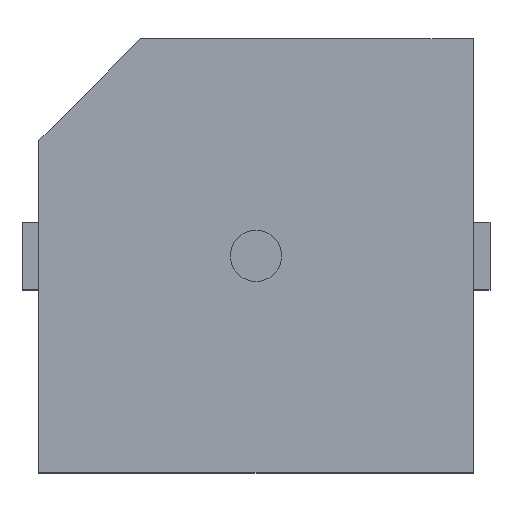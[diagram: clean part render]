
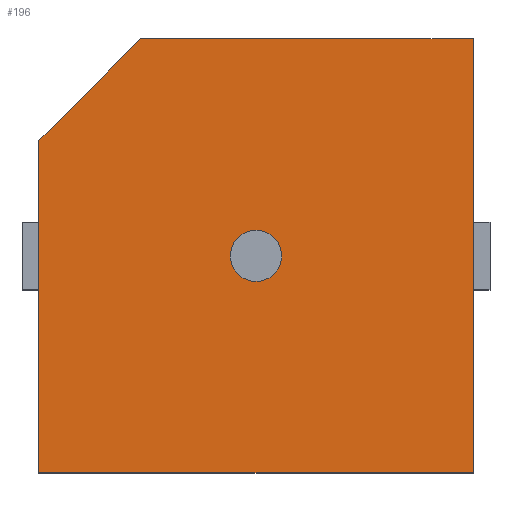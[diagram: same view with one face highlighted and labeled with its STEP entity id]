
A CAD part, top view. The second image highlights one B-rep face of the part: STEP entity #196.
In plain terms, the highlighted planar face has unit normal (0, 0, 1).
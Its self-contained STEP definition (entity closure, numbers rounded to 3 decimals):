
#184=FACE_BOUND('',#256,.T.);
#185=FACE_BOUND('',#257,.T.);
#188=CIRCLE('',#577,0.757);
#196=ADVANCED_FACE('',(#184,#185),#217,.F.);
#217=PLANE('',#578);
#256=EDGE_LOOP('',(#314));
#257=EDGE_LOOP('',(#315,#316,#317,#318,#319));
#314=ORIENTED_EDGE('',*,*,#444,.T.);
#315=ORIENTED_EDGE('',*,*,#431,.F.);
#316=ORIENTED_EDGE('',*,*,#443,.F.);
#317=ORIENTED_EDGE('',*,*,#441,.F.);
#318=ORIENTED_EDGE('',*,*,#438,.F.);
#319=ORIENTED_EDGE('',*,*,#440,.F.);
#394=VERTEX_POINT('',#726);
#395=VERTEX_POINT('',#728);
#398=VERTEX_POINT('',#738);
#399=VERTEX_POINT('',#740);
#400=VERTEX_POINT('',#746);
#401=VERTEX_POINT('',#752);
#431=EDGE_CURVE('',#394,#395,#484,.T.);
#438=EDGE_CURVE('',#398,#399,#491,.T.);
#440=EDGE_CURVE('',#395,#398,#493,.T.);
#441=EDGE_CURVE('',#399,#400,#494,.T.);
#443=EDGE_CURVE('',#400,#394,#496,.T.);
#444=EDGE_CURVE('',#401,#401,#188,.T.);
#484=LINE('',#727,#535);
#491=LINE('',#739,#542);
#493=LINE('',#743,#544);
#494=LINE('',#745,#545);
#496=LINE('',#749,#547);
#535=VECTOR('',#614,1.);
#542=VECTOR('',#623,1.);
#544=VECTOR('',#627,1.);
#545=VECTOR('',#630,1.);
#547=VECTOR('',#634,1.);
#577=AXIS2_PLACEMENT_3D('',#751,#637,#638);
#578=AXIS2_PLACEMENT_3D('',#753,#639,#640);
#614=DIRECTION('',(0.,-1.,0.));
#623=DIRECTION('',(0.,1.,0.));
#627=DIRECTION('',(-1.,0.,0.));
#630=DIRECTION('',(0.707,0.707,0.));
#634=DIRECTION('',(1.,0.,0.));
#637=DIRECTION('',(0.,0.,-1.));
#638=DIRECTION('',(0.,-1.,0.));
#639=DIRECTION('',(0.,0.,-1.));
#640=DIRECTION('',(-1.,0.,0.));
#726=CARTESIAN_POINT('',(12.8,12.8,6.5));
#727=CARTESIAN_POINT('',(12.8,12.8,6.5));
#728=CARTESIAN_POINT('',(12.8,0.,6.5));
#738=CARTESIAN_POINT('',(0.,0.,6.5));
#739=CARTESIAN_POINT('',(0.,0.,6.5));
#740=CARTESIAN_POINT('',(0.,9.8,6.5));
#743=CARTESIAN_POINT('',(12.8,0.,6.5));
#745=CARTESIAN_POINT('',(0.,9.8,6.5));
#746=CARTESIAN_POINT('',(3.,12.8,6.5));
#749=CARTESIAN_POINT('',(3.,12.8,6.5));
#751=CARTESIAN_POINT('',(6.4,6.4,6.5));
#752=CARTESIAN_POINT('',(6.4,5.643,6.5));
#753=CARTESIAN_POINT('',(0.,0.,6.5));
